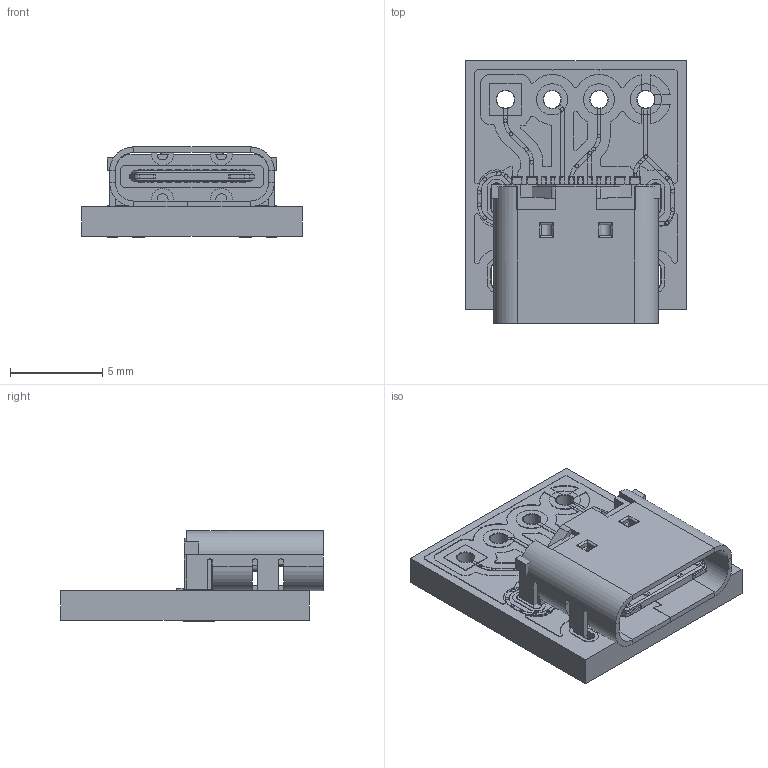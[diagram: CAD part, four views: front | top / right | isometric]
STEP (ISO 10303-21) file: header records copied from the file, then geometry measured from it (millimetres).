
FILE_DESCRIPTION(('KiCad electronic assembly'),'2;1');
FILE_NAME('usb-c-socket.step','2024-04-03T13:57:16',('Pcbnew'),('Kicad') ,'Open CASCADE STEP processor 7.7','KiCad to STEP converter','Unknown' );
FILE_SCHEMA(('AUTOMOTIVE_DESIGN { 1 0 10303 214 1 1 1 1 }'));
Length unit declared in the file: millimetre
Products named in the file (90): usb-c-socket 1; USB_type_C_smd_12p; USB_type_C_12p; usb-c-socket_track_1; usb-c-socket_track_2; usb-c-socket_track_3; usb-c-socket_track_4; usb-c-socket_track_5; usb-c-socket_track_6; usb-c-socket_track_7; usb-c-socket_track_8; usb-c-socket_track_9; usb-c-socket_track_10; usb-c-socket_track_11; usb-c-socket_track_12; usb-c-socket_track_13; usb-c-socket_track_14; usb-c-socket_track_15; usb-c-socket_track_16; usb-c-socket_track_17; usb-c-socket_track_18; usb-c-socket_track_19; usb-c-socket_track_20; usb-c-socket_track_21; usb-c-socket_track_22; usb-c-socket_track_23; usb-c-socket_track_24; usb-c-socket_track_25; usb-c-socket_track_26; usb-c-socket_track_27; usb-c-socket_track_28; usb-c-socket_track_29; usb-c-socket_track_30; usb-c-socket_track_31; usb-c-socket_track_32; usb-c-socket_track_33; usb-c-socket_track_34; usb-c-socket_track_35; usb-c-socket_track_36; usb-c-socket_track_37 ...
Assembly tree (89 placements, depth 3):
  usb-c-socket 1
    USB_type_C_smd_12p
      USB_type_C_12p
    usb-c-socket_track_1
    usb-c-socket_track_2
    usb-c-socket_track_3
    usb-c-socket_track_4
    usb-c-socket_track_5
    usb-c-socket_track_6
    usb-c-socket_track_7
    usb-c-socket_track_8
    usb-c-socket_track_9
    usb-c-socket_track_10
    usb-c-socket_track_11
    usb-c-socket_track_12
    usb-c-socket_track_13
    usb-c-socket_track_14
    usb-c-socket_track_15
    usb-c-socket_track_16
    usb-c-socket_track_17
    usb-c-socket_track_18
    usb-c-socket_track_19
    usb-c-socket_track_20
    usb-c-socket_track_21
    usb-c-socket_track_22
    usb-c-socket_track_23
    usb-c-socket_track_24
    usb-c-socket_track_25
    usb-c-socket_track_26
    usb-c-socket_track_27
    usb-c-socket_track_28
    usb-c-socket_track_29
    usb-c-socket_track_30
    usb-c-socket_track_31
    usb-c-socket_track_32
    usb-c-socket_track_33
    usb-c-socket_track_34
    usb-c-socket_track_35
    usb-c-socket_track_36
    usb-c-socket_track_37
    usb-c-socket_track_38
    usb-c-socket_zone_1
    usb-c-socket_zone_2
    usb-c-socket_zone_3
    usb-c-socket_zone_4
    usb-c-socket_pad_1
    usb-c-socket_pad_2
    usb-c-socket_pad_3
    usb-c-socket_pad_4
    usb-c-socket_pad_5
    usb-c-socket_pad_6
    usb-c-socket_pad_7
    usb-c-socket_pad_8
    usb-c-socket_pad_9
    usb-c-socket_pad_10
    usb-c-socket_pad_11
    usb-c-socket_pad_12
    usb-c-socket_pad_13
    usb-c-socket_pad_14
    usb-c-socket_pad_15
Bounding box: 12 x 14.26 x 4.89 mm (x, y, z)
Volume: 367.5 mm3; surface area: 1213.1 mm2
Topology: 89 solids, 94 shells, 2230 faces, 6026 edges, 3937 vertices
Faces by surface type: plane 1902, cylinder 294, sphere 24, cone 10
Full cylindrical faces by diameter (mm): 0.6 x2, 0.65 x7, 0.95 x12, 1 x8
Entity records: 74778 total; most frequent: CARTESIAN_POINT 12445, ORIENTED_EDGE 11637, DIRECTION 11203, EDGE_CURVE 6002, LINE 5397, VECTOR 5397, VERTEX_POINT 3937, AXIS2_PLACEMENT_3D 2903
